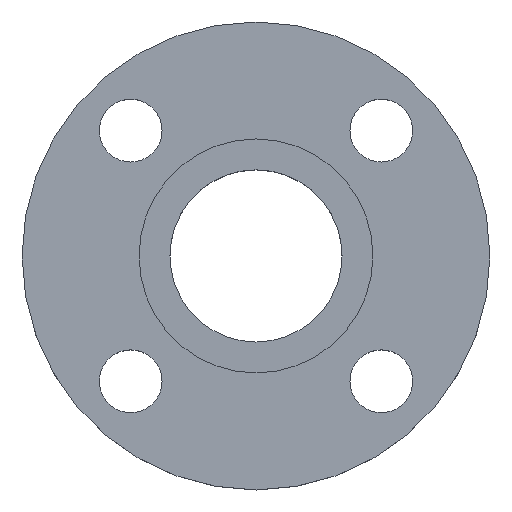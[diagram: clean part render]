
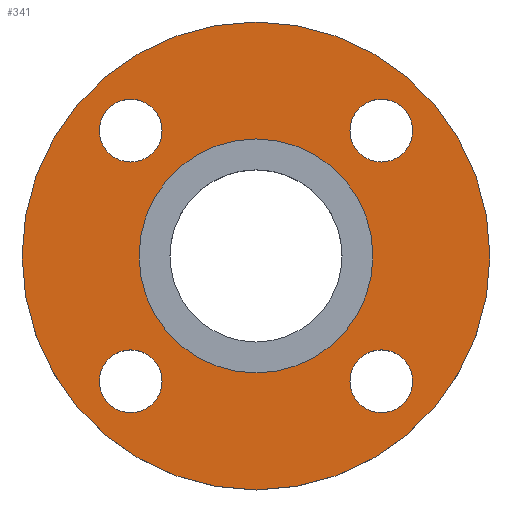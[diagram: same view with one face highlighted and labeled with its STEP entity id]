
A CAD part, top view. The second image highlights one B-rep face of the part: STEP entity #341.
In plain terms, the highlighted planar face has unit normal (0, 0, 1).
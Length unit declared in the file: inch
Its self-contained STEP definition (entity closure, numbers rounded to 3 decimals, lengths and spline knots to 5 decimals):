
#2 = VERTEX_POINT ( 'NONE', #470 ) ;
#4 = AXIS2_PLACEMENT_3D ( 'NONE', #654, #599, #110 ) ;
#13 = ORIENTED_EDGE ( 'NONE', *, *, #390, .F. ) ;
#16 = CIRCLE ( 'NONE', #278, 0.31 ) ;
#17 = ORIENTED_EDGE ( 'NONE', *, *, #614, .F. ) ;
#18 = CIRCLE ( 'NONE', #200, 1.155 ) ;
#21 = CIRCLE ( 'NONE', #203, 0.31 ) ;
#24 = AXIS2_PLACEMENT_3D ( 'NONE', #554, #57, #547 ) ;
#28 = EDGE_LOOP ( 'NONE', ( #683, #17 ) ) ;
#29 = CARTESIAN_POINT ( 'NONE',  ( 1.155, 0., -0.0625 ) ) ;
#37 = CARTESIAN_POINT ( 'NONE',  ( -1.155, 0., -0.0625 ) ) ;
#39 = CIRCLE ( 'NONE', #112, 0.31 ) ;
#47 = EDGE_LOOP ( 'NONE', ( #143, #309 ) ) ;
#49 = DIRECTION ( 'NONE',  ( 0., 0., 1. ) ) ;
#51 = DIRECTION ( 'NONE',  ( 1., 0., 0. ) ) ;
#54 = DIRECTION ( 'NONE',  ( 0., 0., 1. ) ) ;
#57 = DIRECTION ( 'NONE',  ( 0., 0., 1. ) ) ;
#63 = CARTESIAN_POINT ( 'NONE',  ( 0.92744, 1.23744, -0.0625 ) ) ;
#64 = EDGE_CURVE ( 'NONE', #201, #449, #626, .T. ) ;
#68 = EDGE_CURVE ( 'NONE', #192, #2, #39, .T. ) ;
#101 = CARTESIAN_POINT ( 'NONE',  ( 0., 0., -0.0625 ) ) ;
#110 = DIRECTION ( 'NONE',  ( 1., 0., 0. ) ) ;
#111 = VERTEX_POINT ( 'NONE', #37 ) ;
#112 = AXIS2_PLACEMENT_3D ( 'NONE', #178, #407, #617 ) ;
#113 = DIRECTION ( 'NONE',  ( 1., 0., 0. ) ) ;
#115 = EDGE_CURVE ( 'NONE', #375, #111, #18, .T. ) ;
#116 = DIRECTION ( 'NONE',  ( 0., -1., 0. ) ) ;
#119 = DIRECTION ( 'NONE',  ( 1., 0., 0. ) ) ;
#130 = CIRCLE ( 'NONE', #558, 0.31 ) ;
#143 = ORIENTED_EDGE ( 'NONE', *, *, #299, .F. ) ;
#145 = DIRECTION ( 'NONE',  ( -1., 0., 0. ) ) ;
#162 = FACE_BOUND ( 'NONE', #445, .T. ) ;
#164 = CIRCLE ( 'NONE', #24, 0.31 ) ;
#178 = CARTESIAN_POINT ( 'NONE',  ( -1.23744, 1.23744, -0.0625 ) ) ;
#192 = VERTEX_POINT ( 'NONE', #483 ) ;
#200 = AXIS2_PLACEMENT_3D ( 'NONE', #527, #378, #682 ) ;
#201 = VERTEX_POINT ( 'NONE', #628 ) ;
#203 = AXIS2_PLACEMENT_3D ( 'NONE', #664, #493, #113 ) ;
#207 = AXIS2_PLACEMENT_3D ( 'NONE', #101, #701, #51 ) ;
#220 = ORIENTED_EDGE ( 'NONE', *, *, #64, .T. ) ;
#234 = EDGE_CURVE ( 'NONE', #516, #348, #21, .T. ) ;
#235 = CARTESIAN_POINT ( 'NONE',  ( 1.23744, -0.92744, -0.0625 ) ) ;
#237 = EDGE_CURVE ( 'NONE', #111, #375, #370, .T. ) ;
#238 = ORIENTED_EDGE ( 'NONE', *, *, #237, .T. ) ;
#245 = VERTEX_POINT ( 'NONE', #384 ) ;
#249 = AXIS2_PLACEMENT_3D ( 'NONE', #611, #526, #119 ) ;
#251 = CARTESIAN_POINT ( 'NONE',  ( 1.23744, 1.23744, -0.0625 ) ) ;
#255 = DIRECTION ( 'NONE',  ( 0., 0., 1. ) ) ;
#263 = AXIS2_PLACEMENT_3D ( 'NONE', #602, #609, #116 ) ;
#268 = CARTESIAN_POINT ( 'NONE',  ( -1.54744, -1.23744, -0.0625 ) ) ;
#278 = AXIS2_PLACEMENT_3D ( 'NONE', #448, #54, #594 ) ;
#279 = PLANE ( 'NONE',  #4 ) ;
#286 = AXIS2_PLACEMENT_3D ( 'NONE', #648, #49, #482 ) ;
#290 = CARTESIAN_POINT ( 'NONE',  ( 0., 0., -0.0625 ) ) ;
#294 = EDGE_CURVE ( 'NONE', #2, #192, #16, .T. ) ;
#297 = DIRECTION ( 'NONE',  ( 0., 0., 1. ) ) ;
#299 = EDGE_CURVE ( 'NONE', #618, #245, #164, .T. ) ;
#301 = AXIS2_PLACEMENT_3D ( 'NONE', #290, #297, #511 ) ;
#309 = ORIENTED_EDGE ( 'NONE', *, *, #643, .F. ) ;
#317 = DIRECTION ( 'NONE',  ( 0., 0., 1. ) ) ;
#325 = ORIENTED_EDGE ( 'NONE', *, *, #115, .T. ) ;
#326 = EDGE_CURVE ( 'NONE', #549, #379, #670, .T. ) ;
#329 = ORIENTED_EDGE ( 'NONE', *, *, #357, .T. ) ;
#332 = ORIENTED_EDGE ( 'NONE', *, *, #234, .F. ) ;
#336 = FACE_BOUND ( 'NONE', #462, .T. ) ;
#341 = ADVANCED_FACE ( 'NONE', ( #342, #490, #658, #162, #336, #696 ), #279, .T. ) ;
#342 = FACE_BOUND ( 'NONE', #28, .T. ) ;
#348 = VERTEX_POINT ( 'NONE', #63 ) ;
#352 = CARTESIAN_POINT ( 'NONE',  ( 2.31, 0., -0.0625 ) ) ;
#357 = EDGE_CURVE ( 'NONE', #449, #201, #495, .T. ) ;
#370 = CIRCLE ( 'NONE', #207, 1.155 ) ;
#373 = CARTESIAN_POINT ( 'NONE',  ( -1.23744, -1.23744, -0.0625 ) ) ;
#375 = VERTEX_POINT ( 'NONE', #29 ) ;
#378 = DIRECTION ( 'NONE',  ( 0., 0., -1. ) ) ;
#379 = VERTEX_POINT ( 'NONE', #235 ) ;
#384 = CARTESIAN_POINT ( 'NONE',  ( -0.92744, -1.23744, -0.0625 ) ) ;
#390 = EDGE_CURVE ( 'NONE', #348, #516, #130, .T. ) ;
#397 = EDGE_LOOP ( 'NONE', ( #329, #220 ) ) ;
#407 = DIRECTION ( 'NONE',  ( 0., 0., 1. ) ) ;
#411 = CARTESIAN_POINT ( 'NONE',  ( 1.23744, -1.54744, -0.0625 ) ) ;
#413 = ORIENTED_EDGE ( 'NONE', *, *, #294, .F. ) ;
#429 = CIRCLE ( 'NONE', #515, 0.31 ) ;
#445 = EDGE_LOOP ( 'NONE', ( #332, #13 ) ) ;
#448 = CARTESIAN_POINT ( 'NONE',  ( -1.23744, 1.23744, -0.0625 ) ) ;
#449 = VERTEX_POINT ( 'NONE', #352 ) ;
#462 = EDGE_LOOP ( 'NONE', ( #325, #238 ) ) ;
#470 = CARTESIAN_POINT ( 'NONE',  ( -1.23744, 0.92744, -0.0625 ) ) ;
#482 = DIRECTION ( 'NONE',  ( 0., -1., 0. ) ) ;
#483 = CARTESIAN_POINT ( 'NONE',  ( -1.23744, 1.54744, -0.0625 ) ) ;
#490 = FACE_BOUND ( 'NONE', #47, .T. ) ;
#491 = EDGE_LOOP ( 'NONE', ( #578, #413 ) ) ;
#493 = DIRECTION ( 'NONE',  ( 0., 0., 1. ) ) ;
#495 = CIRCLE ( 'NONE', #249, 2.31 ) ;
#511 = DIRECTION ( 'NONE',  ( 1., 0., 0. ) ) ;
#515 = AXIS2_PLACEMENT_3D ( 'NONE', #373, #317, #145 ) ;
#516 = VERTEX_POINT ( 'NONE', #616 ) ;
#526 = DIRECTION ( 'NONE',  ( 0., 0., 1. ) ) ;
#527 = CARTESIAN_POINT ( 'NONE',  ( 0., 0., -0.0625 ) ) ;
#547 = DIRECTION ( 'NONE',  ( -1., 0., 0. ) ) ;
#548 = CIRCLE ( 'NONE', #286, 0.31 ) ;
#549 = VERTEX_POINT ( 'NONE', #411 ) ;
#554 = CARTESIAN_POINT ( 'NONE',  ( -1.23744, -1.23744, -0.0625 ) ) ;
#558 = AXIS2_PLACEMENT_3D ( 'NONE', #251, #255, #574 ) ;
#574 = DIRECTION ( 'NONE',  ( 1., 0., 0. ) ) ;
#578 = ORIENTED_EDGE ( 'NONE', *, *, #68, .F. ) ;
#594 = DIRECTION ( 'NONE',  ( 0., 1., 0. ) ) ;
#599 = DIRECTION ( 'NONE',  ( 0., 0., 1. ) ) ;
#602 = CARTESIAN_POINT ( 'NONE',  ( 1.23744, -1.23744, -0.0625 ) ) ;
#609 = DIRECTION ( 'NONE',  ( 0., 0., 1. ) ) ;
#611 = CARTESIAN_POINT ( 'NONE',  ( 0., 0., -0.0625 ) ) ;
#614 = EDGE_CURVE ( 'NONE', #379, #549, #548, .T. ) ;
#616 = CARTESIAN_POINT ( 'NONE',  ( 1.54744, 1.23744, -0.0625 ) ) ;
#617 = DIRECTION ( 'NONE',  ( 0., 1., 0. ) ) ;
#618 = VERTEX_POINT ( 'NONE', #268 ) ;
#626 = CIRCLE ( 'NONE', #301, 2.31 ) ;
#628 = CARTESIAN_POINT ( 'NONE',  ( -2.31, 0., -0.0625 ) ) ;
#643 = EDGE_CURVE ( 'NONE', #245, #618, #429, .T. ) ;
#648 = CARTESIAN_POINT ( 'NONE',  ( 1.23744, -1.23744, -0.0625 ) ) ;
#654 = CARTESIAN_POINT ( 'NONE',  ( 0., 0., -0.0625 ) ) ;
#658 = FACE_BOUND ( 'NONE', #491, .T. ) ;
#664 = CARTESIAN_POINT ( 'NONE',  ( 1.23744, 1.23744, -0.0625 ) ) ;
#670 = CIRCLE ( 'NONE', #263, 0.31 ) ;
#682 = DIRECTION ( 'NONE',  ( 1., 0., 0. ) ) ;
#683 = ORIENTED_EDGE ( 'NONE', *, *, #326, .F. ) ;
#696 = FACE_OUTER_BOUND ( 'NONE', #397, .T. ) ;
#701 = DIRECTION ( 'NONE',  ( 0., 0., -1. ) ) ;
